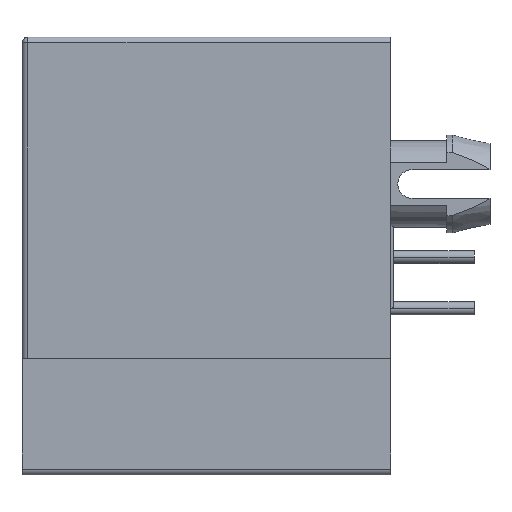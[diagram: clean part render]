
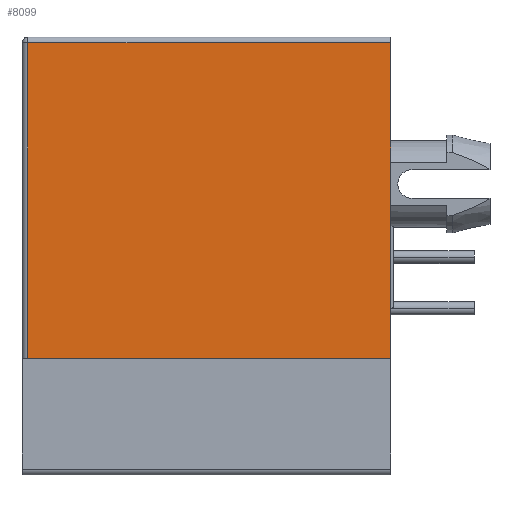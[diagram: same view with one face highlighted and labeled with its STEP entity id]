
A CAD part, left-side view. The second image highlights one B-rep face of the part: STEP entity #8099.
In plain terms, the highlighted planar face has unit normal (-1, 0, 0).
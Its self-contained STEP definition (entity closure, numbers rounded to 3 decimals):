
#1991=DIRECTION('',(0.,0.,-1.));
#1992=VECTOR('',#1991,10.95);
#1993=CARTESIAN_POINT('',(-8.,6.2,7.4));
#1994=LINE('',#1993,#1992);
#2004=DIRECTION('',(0.,0.,-1.));
#2005=VECTOR('',#2004,10.95);
#2006=CARTESIAN_POINT('',(-8.,-6.4,7.4));
#2007=LINE('',#2006,#2005);
#2008=DIRECTION('',(0.,1.,0.));
#2009=VECTOR('',#2008,12.6);
#2010=CARTESIAN_POINT('',(-8.,-6.4,-3.55));
#2011=LINE('',#2010,#2009);
#2012=DIRECTION('',(0.,1.,0.));
#2013=VECTOR('',#2012,12.6);
#2014=CARTESIAN_POINT('',(-8.,-6.4,7.4));
#2015=LINE('',#2014,#2013);
#4248=CARTESIAN_POINT('',(-8.,-6.4,7.4));
#4250=VERTEX_POINT('',#4248);
#4408=CARTESIAN_POINT('',(-8.,-6.4,-3.55));
#4409=VERTEX_POINT('',#4408);
#4446=CARTESIAN_POINT('',(-8.,6.2,7.4));
#4447=VERTEX_POINT('',#4446);
#4450=CARTESIAN_POINT('',(-8.,6.2,-3.55));
#4451=VERTEX_POINT('',#4450);
#8087=CARTESIAN_POINT('',(-8.,6.4,-7.6));
#8088=DIRECTION('',(-1.,0.,0.));
#8089=DIRECTION('',(0.,-1.,0.));
#8090=AXIS2_PLACEMENT_3D('',#8087,#8088,#8089);
#8091=PLANE('',#8090);
#8093=ORIENTED_EDGE('',*,*,#8092,.F.);
#8094=ORIENTED_EDGE('',*,*,#5698,.T.);
#8095=ORIENTED_EDGE('',*,*,#8078,.T.);
#8096=ORIENTED_EDGE('',*,*,#8067,.F.);
#8097=EDGE_LOOP('',(#8093,#8094,#8095,#8096));
#8098=FACE_OUTER_BOUND('',#8097,.F.);
#8099=ADVANCED_FACE('',(#8098),#8091,.T.);
#5698=EDGE_CURVE('',#4250,#4409,#2007,.T.);
#8067=EDGE_CURVE('',#4447,#4451,#1994,.T.);
#8078=EDGE_CURVE('',#4409,#4451,#2011,.T.);
#8092=EDGE_CURVE('',#4250,#4447,#2015,.T.);
